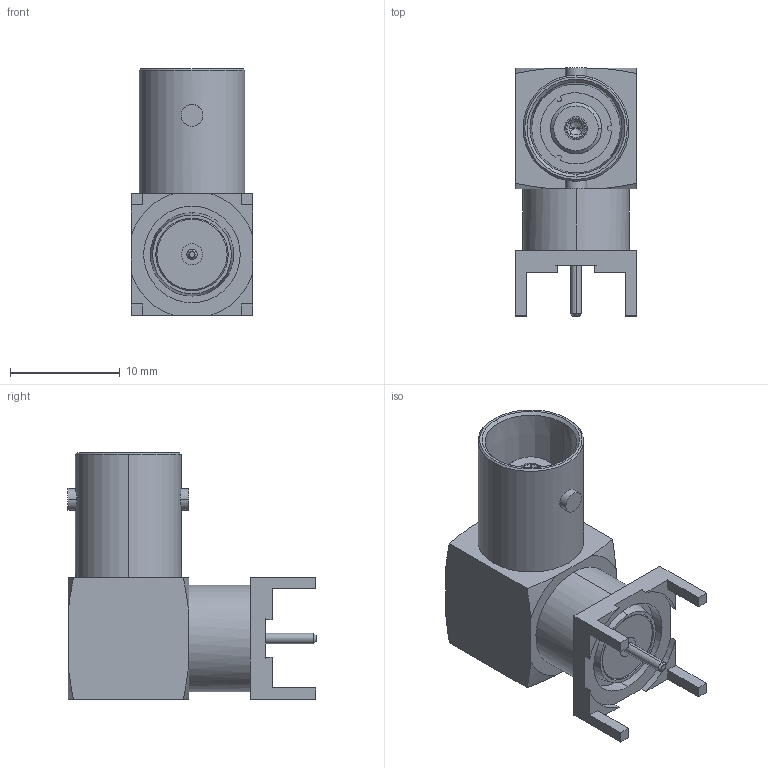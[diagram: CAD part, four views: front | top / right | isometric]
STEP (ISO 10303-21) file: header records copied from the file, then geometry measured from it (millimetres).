
FILE_DESCRIPTION((''),'2;1');
FILE_NAME('731310240','2020-12-11T',('gga'),(''),'PRO/ENGINEER BY PARAMETRIC TECHNOLOGY CORPORATION, 2016010','PRO/ENGINEER BY PARAMETRIC TECHNOLOGY CORPORATION, 2016010','');
FILE_SCHEMA(('CONFIG_CONTROL_DESIGN'));
Length unit declared in the file: millimetre
Products named in the file (1): 731310240
Bounding box: 11.08 x 22.62 x 22.46 mm (x, y, z)
Volume: 2371.3 mm3; surface area: 1949.2 mm2
Topology: 1 solids, 1 shells, 130 faces, 345 edges, 230 vertices
Faces by surface type: plane 62, cylinder 36, cone 32
Entity records: 4242 total; most frequent: CARTESIAN_POINT 960, DIRECTION 674, ORIENTED_EDGE 666, EDGE_CURVE 333, AXIS2_PLACEMENT_3D 254, VERTEX_POINT 220, VECTOR 166, LINE 166
